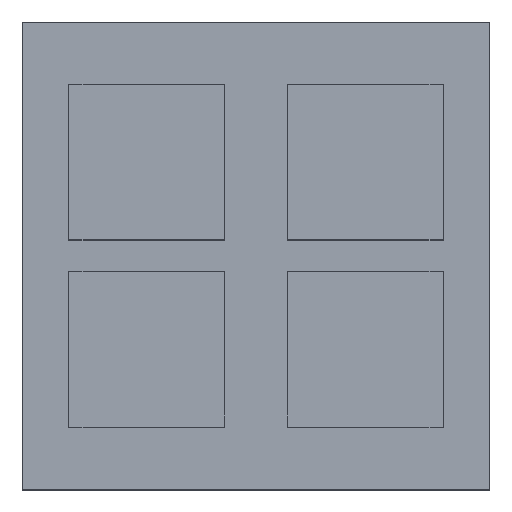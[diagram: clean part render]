
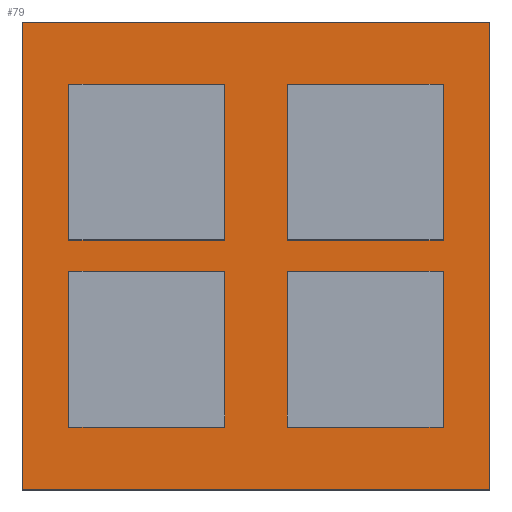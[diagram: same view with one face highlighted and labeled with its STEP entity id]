
A CAD part, top view. The second image highlights one B-rep face of the part: STEP entity #79.
In plain terms, the highlighted planar face has unit normal (0, 0, 1).
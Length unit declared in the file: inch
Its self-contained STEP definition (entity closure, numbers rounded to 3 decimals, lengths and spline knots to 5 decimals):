
#79=ADVANCED_FACE('',(#175,#176,#177,#178,#179),#127,.T.);
#127=PLANE('',#931);
#175=FACE_BOUND('',#190,.T.);
#176=FACE_BOUND('',#191,.T.);
#177=FACE_BOUND('',#192,.T.);
#178=FACE_BOUND('',#193,.T.);
#179=FACE_BOUND('',#194,.T.);
#190=EDGE_LOOP('',(#250,#251,#252,#253));
#191=EDGE_LOOP('',(#254,#255,#256,#257));
#192=EDGE_LOOP('',(#258,#259,#260,#261));
#193=EDGE_LOOP('',(#262,#263,#264,#265));
#194=EDGE_LOOP('',(#266,#267,#268,#269));
#250=ORIENTED_EDGE('',*,*,#570,.F.);
#251=ORIENTED_EDGE('',*,*,#571,.F.);
#252=ORIENTED_EDGE('',*,*,#572,.F.);
#253=ORIENTED_EDGE('',*,*,#573,.F.);
#254=ORIENTED_EDGE('',*,*,#574,.T.);
#255=ORIENTED_EDGE('',*,*,#575,.T.);
#256=ORIENTED_EDGE('',*,*,#576,.T.);
#257=ORIENTED_EDGE('',*,*,#577,.T.);
#258=ORIENTED_EDGE('',*,*,#578,.F.);
#259=ORIENTED_EDGE('',*,*,#579,.F.);
#260=ORIENTED_EDGE('',*,*,#580,.F.);
#261=ORIENTED_EDGE('',*,*,#581,.F.);
#262=ORIENTED_EDGE('',*,*,#582,.F.);
#263=ORIENTED_EDGE('',*,*,#583,.F.);
#264=ORIENTED_EDGE('',*,*,#584,.F.);
#265=ORIENTED_EDGE('',*,*,#585,.F.);
#266=ORIENTED_EDGE('',*,*,#586,.F.);
#267=ORIENTED_EDGE('',*,*,#587,.F.);
#268=ORIENTED_EDGE('',*,*,#588,.F.);
#269=ORIENTED_EDGE('',*,*,#589,.F.);
#490=VERTEX_POINT('',#1199);
#491=VERTEX_POINT('',#1200);
#492=VERTEX_POINT('',#1202);
#493=VERTEX_POINT('',#1204);
#494=VERTEX_POINT('',#1207);
#495=VERTEX_POINT('',#1208);
#496=VERTEX_POINT('',#1210);
#497=VERTEX_POINT('',#1212);
#498=VERTEX_POINT('',#1215);
#499=VERTEX_POINT('',#1216);
#500=VERTEX_POINT('',#1218);
#501=VERTEX_POINT('',#1220);
#502=VERTEX_POINT('',#1223);
#503=VERTEX_POINT('',#1224);
#504=VERTEX_POINT('',#1226);
#505=VERTEX_POINT('',#1228);
#506=VERTEX_POINT('',#1231);
#507=VERTEX_POINT('',#1232);
#508=VERTEX_POINT('',#1234);
#509=VERTEX_POINT('',#1236);
#570=EDGE_CURVE('',#490,#491,#690,.T.);
#571=EDGE_CURVE('',#492,#490,#691,.T.);
#572=EDGE_CURVE('',#493,#492,#692,.T.);
#573=EDGE_CURVE('',#491,#493,#693,.T.);
#574=EDGE_CURVE('',#494,#495,#694,.T.);
#575=EDGE_CURVE('',#495,#496,#695,.T.);
#576=EDGE_CURVE('',#496,#497,#696,.T.);
#577=EDGE_CURVE('',#497,#494,#697,.T.);
#578=EDGE_CURVE('',#498,#499,#698,.T.);
#579=EDGE_CURVE('',#500,#498,#699,.T.);
#580=EDGE_CURVE('',#501,#500,#700,.T.);
#581=EDGE_CURVE('',#499,#501,#701,.T.);
#582=EDGE_CURVE('',#502,#503,#702,.T.);
#583=EDGE_CURVE('',#504,#502,#703,.T.);
#584=EDGE_CURVE('',#505,#504,#704,.T.);
#585=EDGE_CURVE('',#503,#505,#705,.T.);
#586=EDGE_CURVE('',#506,#507,#706,.T.);
#587=EDGE_CURVE('',#508,#506,#707,.T.);
#588=EDGE_CURVE('',#509,#508,#708,.T.);
#589=EDGE_CURVE('',#507,#509,#709,.T.);
#690=LINE('',#1198,#810);
#691=LINE('',#1201,#811);
#692=LINE('',#1203,#812);
#693=LINE('',#1205,#813);
#694=LINE('',#1206,#814);
#695=LINE('',#1209,#815);
#696=LINE('',#1211,#816);
#697=LINE('',#1213,#817);
#698=LINE('',#1214,#818);
#699=LINE('',#1217,#819);
#700=LINE('',#1219,#820);
#701=LINE('',#1221,#821);
#702=LINE('',#1222,#822);
#703=LINE('',#1225,#823);
#704=LINE('',#1227,#824);
#705=LINE('',#1229,#825);
#706=LINE('',#1230,#826);
#707=LINE('',#1233,#827);
#708=LINE('',#1235,#828);
#709=LINE('',#1237,#829);
#810=VECTOR('',#981,1.);
#811=VECTOR('',#982,1.);
#812=VECTOR('',#983,1.);
#813=VECTOR('',#984,1.);
#814=VECTOR('',#985,1.);
#815=VECTOR('',#986,1.);
#816=VECTOR('',#987,1.);
#817=VECTOR('',#988,1.);
#818=VECTOR('',#989,1.);
#819=VECTOR('',#990,1.);
#820=VECTOR('',#991,1.);
#821=VECTOR('',#992,1.);
#822=VECTOR('',#993,1.);
#823=VECTOR('',#994,1.);
#824=VECTOR('',#995,1.);
#825=VECTOR('',#996,1.);
#826=VECTOR('',#997,1.);
#827=VECTOR('',#998,1.);
#828=VECTOR('',#999,1.);
#829=VECTOR('',#1000,1.);
#931=AXIS2_PLACEMENT_3D('',#1238,#1001,#1002);
#981=DIRECTION('',(1.,0.,0.));
#982=DIRECTION('',(0.,-1.,0.));
#983=DIRECTION('',(-1.,0.,0.));
#984=DIRECTION('',(0.,1.,0.));
#985=DIRECTION('',(1.,0.,0.));
#986=DIRECTION('',(0.,1.,0.));
#987=DIRECTION('',(-1.,0.,0.));
#988=DIRECTION('',(0.,-1.,0.));
#989=DIRECTION('',(1.,0.,0.));
#990=DIRECTION('',(0.,-1.,0.));
#991=DIRECTION('',(-1.,0.,0.));
#992=DIRECTION('',(0.,1.,0.));
#993=DIRECTION('',(0.,1.,0.));
#994=DIRECTION('',(1.,0.,0.));
#995=DIRECTION('',(0.,-1.,0.));
#996=DIRECTION('',(-1.,0.,0.));
#997=DIRECTION('',(0.,1.,0.));
#998=DIRECTION('',(1.,0.,0.));
#999=DIRECTION('',(0.,-1.,0.));
#1000=DIRECTION('',(-1.,0.,0.));
#1001=DIRECTION('',(0.,0.,1.));
#1002=DIRECTION('',(1.,0.,0.));
#1198=CARTESIAN_POINT('',(17.,16.,11.));
#1199=CARTESIAN_POINT('',(17.,16.,11.));
#1200=CARTESIAN_POINT('',(27.,16.,11.));
#1201=CARTESIAN_POINT('',(17.,26.,11.));
#1202=CARTESIAN_POINT('',(17.,26.,11.));
#1203=CARTESIAN_POINT('',(27.,26.,11.));
#1204=CARTESIAN_POINT('',(27.,26.,11.));
#1205=CARTESIAN_POINT('',(27.,16.,11.));
#1206=CARTESIAN_POINT('',(0.,0.,11.));
#1207=CARTESIAN_POINT('',(0.,0.,11.));
#1208=CARTESIAN_POINT('',(30.,0.,11.));
#1209=CARTESIAN_POINT('',(30.,0.,11.));
#1210=CARTESIAN_POINT('',(30.,30.,11.));
#1211=CARTESIAN_POINT('',(30.,30.,11.));
#1212=CARTESIAN_POINT('',(0.,30.,11.));
#1213=CARTESIAN_POINT('',(0.,30.,11.));
#1214=CARTESIAN_POINT('',(17.,4.,11.));
#1215=CARTESIAN_POINT('',(17.,4.,11.));
#1216=CARTESIAN_POINT('',(27.,4.,11.));
#1217=CARTESIAN_POINT('',(17.,14.,11.));
#1218=CARTESIAN_POINT('',(17.,14.,11.));
#1219=CARTESIAN_POINT('',(27.,14.,11.));
#1220=CARTESIAN_POINT('',(27.,14.,11.));
#1221=CARTESIAN_POINT('',(27.,4.,11.));
#1222=CARTESIAN_POINT('',(13.,16.,11.));
#1223=CARTESIAN_POINT('',(13.,16.,11.));
#1224=CARTESIAN_POINT('',(13.,26.,11.));
#1225=CARTESIAN_POINT('',(3.,16.,11.));
#1226=CARTESIAN_POINT('',(3.,16.,11.));
#1227=CARTESIAN_POINT('',(3.,26.,11.));
#1228=CARTESIAN_POINT('',(3.,26.,11.));
#1229=CARTESIAN_POINT('',(13.,26.,11.));
#1230=CARTESIAN_POINT('',(13.,4.,11.));
#1231=CARTESIAN_POINT('',(13.,4.,11.));
#1232=CARTESIAN_POINT('',(13.,14.,11.));
#1233=CARTESIAN_POINT('',(3.,4.,11.));
#1234=CARTESIAN_POINT('',(3.,4.,11.));
#1235=CARTESIAN_POINT('',(3.,14.,11.));
#1236=CARTESIAN_POINT('',(3.,14.,11.));
#1237=CARTESIAN_POINT('',(13.,14.,11.));
#1238=CARTESIAN_POINT('',(0.,0.,11.));
